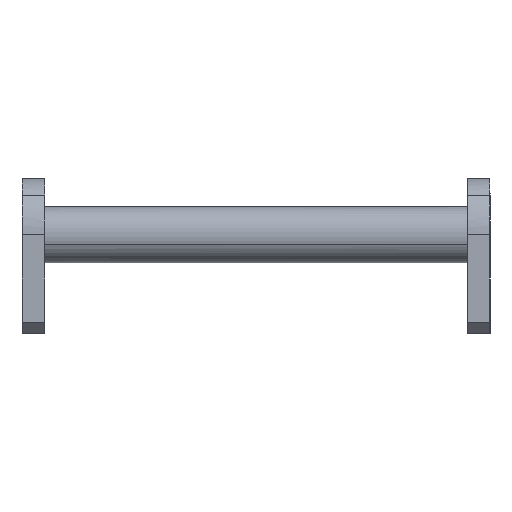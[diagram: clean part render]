
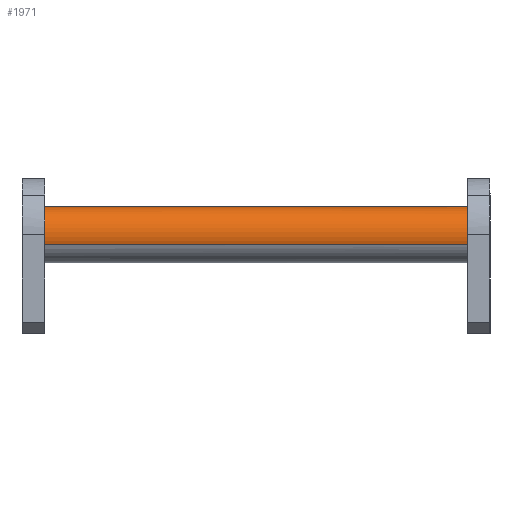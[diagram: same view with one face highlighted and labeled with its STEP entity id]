
A CAD part, left-side view. The second image highlights one B-rep face of the part: STEP entity #1971.
In plain terms, the highlighted free-form (B-spline) face has degree [2, 1] with [5, 2] control points.
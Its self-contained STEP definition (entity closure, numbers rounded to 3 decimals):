
#1569 = EDGE_CURVE('',#1570,#1572,#1574,.T.);
#1570 = VERTEX_POINT('',#1571);
#1571 = CARTESIAN_POINT('',(-669.38,506.073,
    64.836));
#1572 = VERTEX_POINT('',#1573);
#1573 = CARTESIAN_POINT('',(-669.38,-506.073,
    64.836));
#1574 = B_SPLINE_CURVE_WITH_KNOTS('',1,(#1575,#1576),.UNSPECIFIED.,.F.,
  .F.,(2,2),(-376.,376.),.PIECEWISE_BEZIER_KNOTS.);
#1575 = CARTESIAN_POINT('',(-669.38,506.073,
    64.836));
#1576 = CARTESIAN_POINT('',(-669.38,-506.073,
    64.836));
#1579 = VERTEX_POINT('',#1580);
#1580 = CARTESIAN_POINT('',(-542.639,506.073,
    110.136));
#1588 = EDGE_CURVE('',#1589,#1579,#1591,.T.);
#1589 = VERTEX_POINT('',#1590);
#1590 = CARTESIAN_POINT('',(-542.639,-506.073,
    110.136));
#1591 = B_SPLINE_CURVE_WITH_KNOTS('',1,(#1592,#1593),.UNSPECIFIED.,.F.,
  .F.,(2,2),(-376.,376.),.PIECEWISE_BEZIER_KNOTS.);
#1592 = CARTESIAN_POINT('',(-542.639,-506.073,
    110.136));
#1593 = CARTESIAN_POINT('',(-542.639,506.073,
    110.136));
#1921 = EDGE_CURVE('',#1922,#1589,#1924,.T.);
#1922 = VERTEX_POINT('',#1923);
#1923 = CARTESIAN_POINT('',(-664.333,-506.073,
    121.061));
#1924 = ( BOUNDED_CURVE() B_SPLINE_CURVE(2,(#1925,#1926,#1927),
.UNSPECIFIED.,.F.,.F.) B_SPLINE_CURVE_WITH_KNOTS((3,3),(0.866,
3.142),.PIECEWISE_BEZIER_KNOTS.) CURVE() 
GEOMETRIC_REPRESENTATION_ITEM() RATIONAL_B_SPLINE_CURVE((1.,
0.419,1.)) REPRESENTATION_ITEM('') );
#1925 = CARTESIAN_POINT('',(-664.333,-506.073,
    121.061));
#1926 = CARTESIAN_POINT('',(-591.663,-506.073,
    247.297));
#1927 = CARTESIAN_POINT('',(-542.639,-506.073,
    110.136));
#1929 = EDGE_CURVE('',#1572,#1922,#1930,.T.);
#1930 = ( BOUNDED_CURVE() B_SPLINE_CURVE(2,(#1931,#1932,#1933),
.UNSPECIFIED.,.F.,.F.) B_SPLINE_CURVE_WITH_KNOTS((3,3),(0.,
0.866),.PIECEWISE_BEZIER_KNOTS.) CURVE() 
GEOMETRIC_REPRESENTATION_ITEM() RATIONAL_B_SPLINE_CURVE((1.,
0.908,1.)) REPRESENTATION_ITEM('') );
#1931 = CARTESIAN_POINT('',(-669.38,-506.073,
    64.836));
#1932 = CARTESIAN_POINT('',(-679.845,-506.073,
    94.114));
#1933 = CARTESIAN_POINT('',(-664.333,-506.073,
    121.061));
#1948 = EDGE_CURVE('',#1949,#1570,#1951,.T.);
#1949 = VERTEX_POINT('',#1950);
#1950 = CARTESIAN_POINT('',(-664.333,506.073,
    121.061));
#1951 = ( BOUNDED_CURVE() B_SPLINE_CURVE(2,(#1952,#1953,#1954),
.UNSPECIFIED.,.F.,.F.) B_SPLINE_CURVE_WITH_KNOTS((3,3),(5.418,
6.283),.PIECEWISE_BEZIER_KNOTS.) CURVE() 
GEOMETRIC_REPRESENTATION_ITEM() RATIONAL_B_SPLINE_CURVE((1.,
0.908,1.)) REPRESENTATION_ITEM('') );
#1952 = CARTESIAN_POINT('',(-664.333,506.073,
    121.061));
#1953 = CARTESIAN_POINT('',(-679.845,506.073,
    94.114));
#1954 = CARTESIAN_POINT('',(-669.38,506.073,
    64.836));
#1956 = EDGE_CURVE('',#1579,#1949,#1957,.T.);
#1957 = ( BOUNDED_CURVE() B_SPLINE_CURVE(2,(#1958,#1959,#1960),
.UNSPECIFIED.,.F.,.F.) B_SPLINE_CURVE_WITH_KNOTS((3,3),(3.142,
5.418),.PIECEWISE_BEZIER_KNOTS.) CURVE() 
GEOMETRIC_REPRESENTATION_ITEM() RATIONAL_B_SPLINE_CURVE((1.,
0.419,1.)) REPRESENTATION_ITEM('') );
#1958 = CARTESIAN_POINT('',(-542.639,506.073,
    110.136));
#1959 = CARTESIAN_POINT('',(-591.663,506.073,
    247.297));
#1960 = CARTESIAN_POINT('',(-664.333,506.073,
    121.061));
#1971 = ADVANCED_FACE('',(#1972),#1980,.T.);
#1972 = FACE_BOUND('',#1973,.T.);
#1973 = EDGE_LOOP('',(#1974,#1975,#1976,#1977,#1978,#1979));
#1974 = ORIENTED_EDGE('',*,*,#1569,.T.);
#1975 = ORIENTED_EDGE('',*,*,#1929,.T.);
#1976 = ORIENTED_EDGE('',*,*,#1921,.T.);
#1977 = ORIENTED_EDGE('',*,*,#1588,.T.);
#1978 = ORIENTED_EDGE('',*,*,#1956,.T.);
#1979 = ORIENTED_EDGE('',*,*,#1948,.T.);
#1980 = ( BOUNDED_SURFACE() B_SPLINE_SURFACE(2,1,(
    (#1981,#1982)
    ,(#1983,#1984)
    ,(#1985,#1986)
    ,(#1987,#1988)
    ,(#1989,#1990
)),.UNSPECIFIED.,.F.,.F.,.F.) B_SPLINE_SURFACE_WITH_KNOTS((3,2,3),(2,2),
  (3.142,4.712,6.283),(-376.,376.),
.PIECEWISE_BEZIER_KNOTS.) GEOMETRIC_REPRESENTATION_ITEM() 
RATIONAL_B_SPLINE_SURFACE((
    (1.,1.)
    ,(0.707,0.707)
    ,(1.,1.)
    ,(0.707,0.707)
,(1.,1.))) REPRESENTATION_ITEM('') SURFACE() );
#1981 = CARTESIAN_POINT('',(-542.639,506.073,
    110.136));
#1982 = CARTESIAN_POINT('',(-542.639,-506.073,
    110.136));
#1983 = CARTESIAN_POINT('',(-565.289,506.073,
    173.507));
#1984 = CARTESIAN_POINT('',(-565.289,-506.073,
    173.507));
#1985 = CARTESIAN_POINT('',(-628.66,506.073,
    150.857));
#1986 = CARTESIAN_POINT('',(-628.66,-506.073,
    150.857));
#1987 = CARTESIAN_POINT('',(-692.03,506.073,
    128.207));
#1988 = CARTESIAN_POINT('',(-692.03,-506.073,
    128.207));
#1989 = CARTESIAN_POINT('',(-669.38,506.073,
    64.836));
#1990 = CARTESIAN_POINT('',(-669.38,-506.073,
    64.836));
